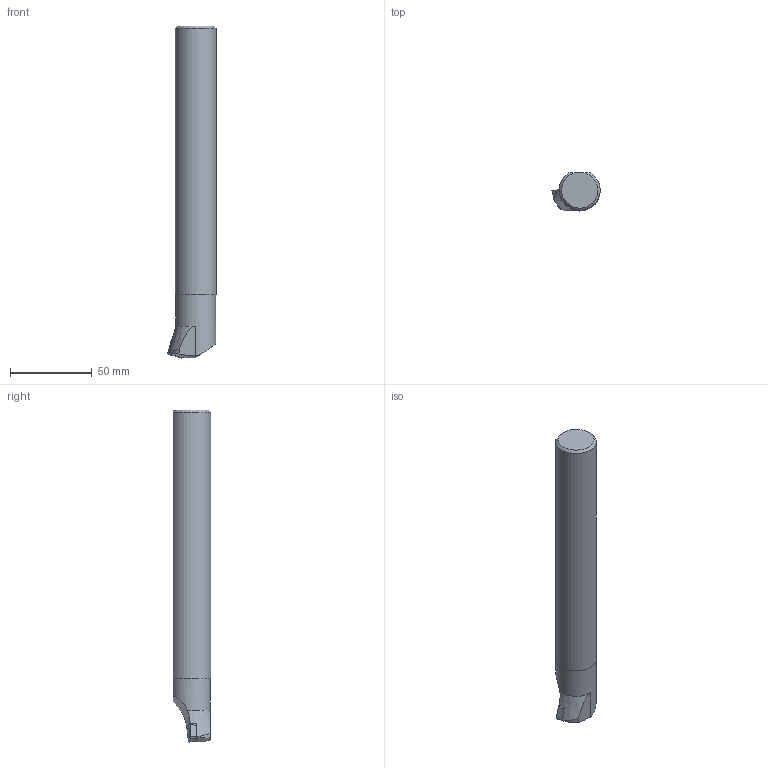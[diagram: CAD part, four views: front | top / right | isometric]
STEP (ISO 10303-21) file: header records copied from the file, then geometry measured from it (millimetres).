
FILE_DESCRIPTION((''),'2;1');
FILE_NAME('70724225_ASM','2018-11-27T08:43:04',('piechottad'),(''),'CREO PARAMETRIC BY PTC INC, 2017380','CREO PARAMETRIC BY PTC INC, 2017380','');
FILE_SCHEMA(('AUTOMOTIVE_DESIGN { 1 0 10303 214 1 1 1 1 }'));
Length unit declared in the file: millimetre
Products named in the file (3): 70724225NC; 70724225C; 70724225_ASM
Assembly tree (2 placements, depth 2):
  70724225_ASM
    70724225NC
    70724225C
Bounding box: 29.49 x 23 x 202.67 mm (x, y, z)
Volume: 91025 mm3; surface area: 16526.7 mm2
Topology: 2 solids, 2 shells, 33 faces, 93 edges, 64 vertices
Faces by surface type: plane 16, cylinder 9, cone 5, torus 2, bspline 1
Entity records: 3091 total; most frequent: CARTESIAN_POINT 406, DIRECTION 238, PRESENTATION_STYLE_ASSIGNMENT 176, STYLED_ITEM 176, PROPERTY_DEFINITION 169, REPRESENTATION 167, PROPERTY_DEFINITION_REPRESENTATION 167, ORIENTED_EDGE 166
